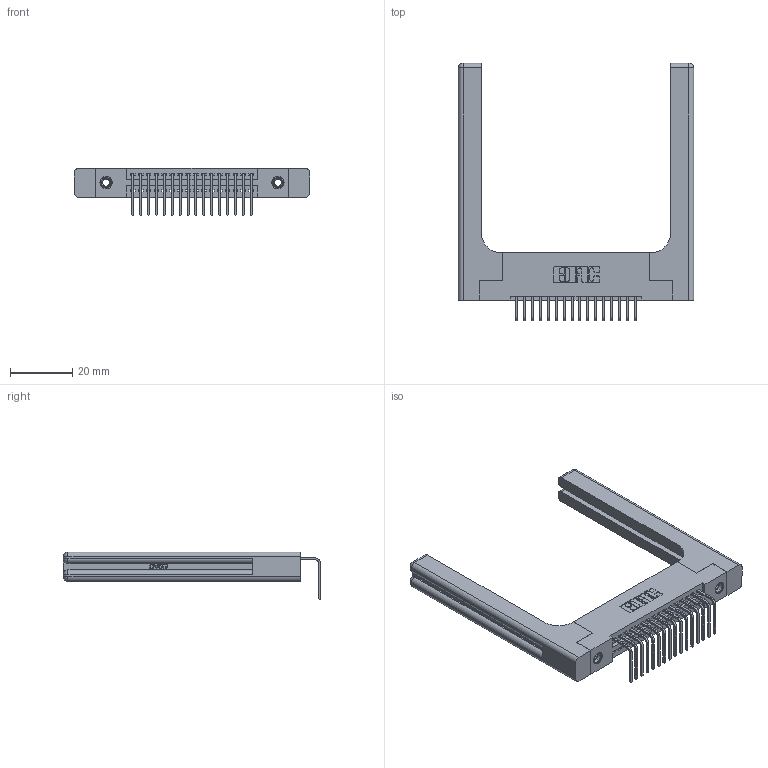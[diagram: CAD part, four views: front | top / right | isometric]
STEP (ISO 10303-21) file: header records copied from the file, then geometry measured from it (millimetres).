
FILE_DESCRIPTION (( 'STEP AP203' ), '1' );
FILE_NAME ('345-016-558-158.STEP', '2019-10-10T12:08:15', ( '' ), ( '' ), 'SwSTEP 2.0', 'SolidWorks 2016', '' );
FILE_SCHEMA (( 'CONFIG_CONTROL_DESIGN' ));
Length unit declared in the file: inch
Products named in the file (5): 345-016-558-158; 345 Part_Flush Mounting Lugs - 0.156 Dia-TH; 345-292-001_558 Tail - 2; 345-250-001_345-250-001-102; 345-220-058_345-220-058
Assembly tree (21 placements, depth 2):
  345-016-558-158
    345 Part_Flush Mounting Lugs - 0.156 Dia-TH
    345-292-001_558 Tail - 2  x16
    345-250-001_345-250-001-102  x2
    345-220-058_345-220-058  x2
Bounding box: 75.67 x 82.79 x 15.37 mm (x, y, z)
Volume: 15532.2 mm3; surface area: 14604 mm2
Topology: 21 solids, 21 shells, 1342 faces, 3919 edges, 2570 vertices
Faces by surface type: plane 900, cylinder 382, bspline 36, cone 12, sphere 8, torus 4
Entity records: 20808 total; most frequent: CARTESIAN_POINT 4577, ORIENTED_EDGE 3324, DIRECTION 2982, EDGE_CURVE 1662, LINE 1374, VECTOR 1374, VERTEX_POINT 1098, AXIS2_PLACEMENT_3D 804
